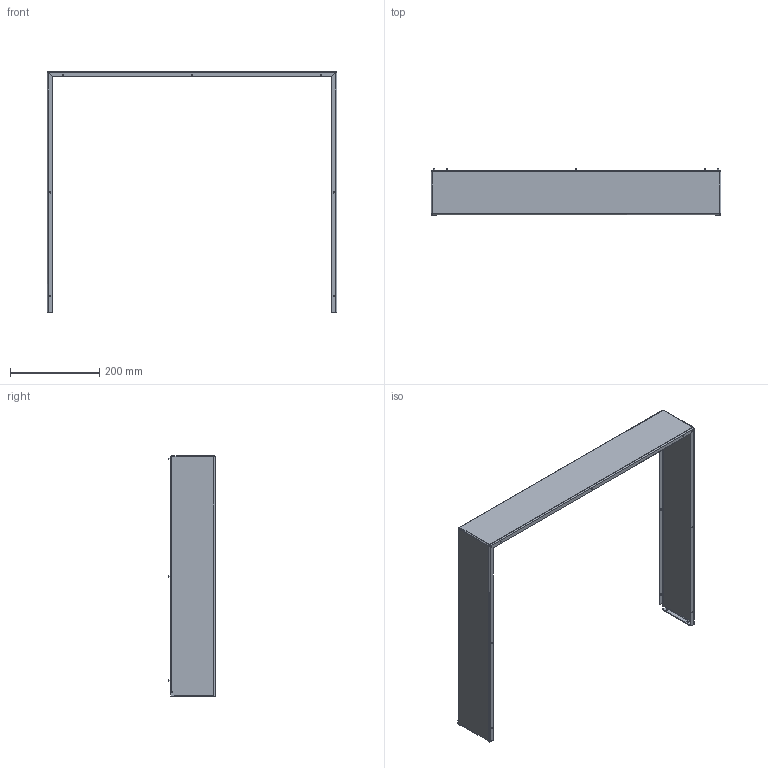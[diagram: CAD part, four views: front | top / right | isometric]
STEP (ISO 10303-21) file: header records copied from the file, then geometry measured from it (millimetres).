
FILE_DESCRIPTION (( 'STEP AP214' ), '1' );
FILE_NAME ('INGUN_113704.STEP', '2022-10-20T13:35:28', ( '' ), ( '' ), 'SwSTEP 2.0', 'SolidWorks 2021', '' );
FILE_SCHEMA (( 'AUTOMOTIVE_DESIGN' ));
Length unit declared in the file: millimetre
Products named in the file (3): INGUN_113704; 113705~0_S; ISO7380~n_M03,0x006
Assembly tree (8 placements, depth 2):
  INGUN_113704
    113705~0_S
    ISO7380~n_M03,0x006  x7
Bounding box: 650 x 104 x 540 mm (x, y, z)
Volume: 409849.7 mm3; surface area: 418282.4 mm2
Topology: 8 solids, 8 shells, 365 faces, 897 edges, 562 vertices
Faces by surface type: cylinder 219, plane 110, cone 14, torus 14, bspline 8
Entity records: 6245 total; most frequent: CARTESIAN_POINT 1223, DIRECTION 1019, ORIENTED_EDGE 942, EDGE_CURVE 471, AXIS2_PLACEMENT_3D 370, VERTEX_POINT 286, VECTOR 279, LINE 279
